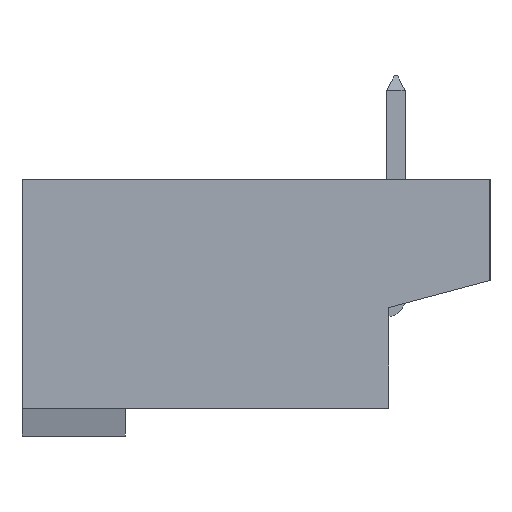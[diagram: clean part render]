
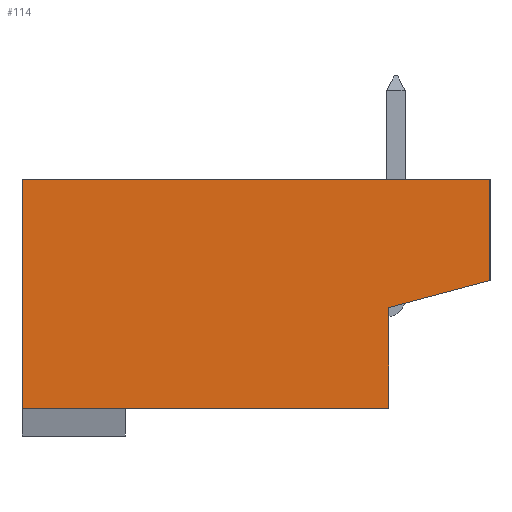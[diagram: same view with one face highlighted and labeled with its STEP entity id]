
A CAD part, left-side view. The second image highlights one B-rep face of the part: STEP entity #114.
In plain terms, the highlighted planar face has unit normal (-1, 0, 0).
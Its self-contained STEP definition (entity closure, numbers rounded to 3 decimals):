
#114=ADVANCED_FACE('',(#352),#353,.T.);
#352=FACE_OUTER_BOUND('',#709,.T.);
#353=PLANE('',#710);
#709=EDGE_LOOP('',(#1430,#1431,#1432,#1433,#1434,#1435));
#710=AXIS2_PLACEMENT_3D('',#1436,#1437,#1438);
#1430=ORIENTED_EDGE('',*,*,#2360,.F.);
#1431=ORIENTED_EDGE('',*,*,#2537,.T.);
#1432=ORIENTED_EDGE('',*,*,#2480,.T.);
#1433=ORIENTED_EDGE('',*,*,#2551,.T.);
#1434=ORIENTED_EDGE('',*,*,#2550,.T.);
#1435=ORIENTED_EDGE('',*,*,#2547,.T.);
#1436=CARTESIAN_POINT('',(-9.295,5.45,-3.605));
#1437=DIRECTION('',(-1.0,0.0,0.0));
#1438=DIRECTION('',(0.0,0.0,1.0));
#2360=EDGE_CURVE('',#2842,#2844,#2845,.T.);
#2480=EDGE_CURVE('',#3055,#3052,#3056,.T.);
#2537=EDGE_CURVE('',#2842,#3055,#3158,.T.);
#2547=EDGE_CURVE('',#3170,#2844,#3171,.T.);
#2550=EDGE_CURVE('',#3173,#3170,#3175,.T.);
#2551=EDGE_CURVE('',#3052,#3173,#3176,.T.);
#2842=VERTEX_POINT('',#3558);
#2844=VERTEX_POINT('',#3561);
#2845=LINE('',#3562,#3563);
#3052=VERTEX_POINT('',#3883);
#3055=VERTEX_POINT('',#3887);
#3056=LINE('',#3888,#3889);
#3158=LINE('',#4047,#4048);
#3170=VERTEX_POINT('',#4069);
#3171=LINE('',#4070,#4071);
#3173=VERTEX_POINT('',#4074);
#3175=LINE('',#4077,#4078);
#3176=LINE('',#4079,#4080);
#3558=CARTESIAN_POINT('',(-9.295,5.45,-2.825));
#3561=CARTESIAN_POINT('',(-9.295,5.45,3.605));
#3562=CARTESIAN_POINT('',(-9.295,5.45,-2.825));
#3563=VECTOR('',#4634,6.43);
#3883=CARTESIAN_POINT('',(-9.295,-4.85,0.0));
#3887=CARTESIAN_POINT('',(-9.295,-4.85,-2.825));
#3888=CARTESIAN_POINT('',(-9.295,-4.85,-2.825));
#3889=VECTOR('',#4764,2.825);
#4047=CARTESIAN_POINT('',(-9.295,5.45,-2.825));
#4048=VECTOR('',#4821,10.3);
#4069=CARTESIAN_POINT('',(-9.295,-7.69,3.605));
#4070=CARTESIAN_POINT('',(-9.295,-7.69,3.605));
#4071=VECTOR('',#4831,13.14);
#4074=CARTESIAN_POINT('',(-9.295,-7.69,0.761));
#4077=CARTESIAN_POINT('',(-9.295,-7.69,0.761));
#4078=VECTOR('',#4834,2.844);
#4079=CARTESIAN_POINT('',(-9.295,-4.85,0.0));
#4080=VECTOR('',#4835,2.94);
#4634=DIRECTION('',(0.0,0.0,1.0));
#4764=DIRECTION('',(0.0,0.0,1.0));
#4821=DIRECTION('',(0.0,-1.0,0.0));
#4831=DIRECTION('',(0.0,1.0,0.0));
#4834=DIRECTION('',(0.0,0.0,1.0));
#4835=DIRECTION('',(0.0,-0.966,0.259));
